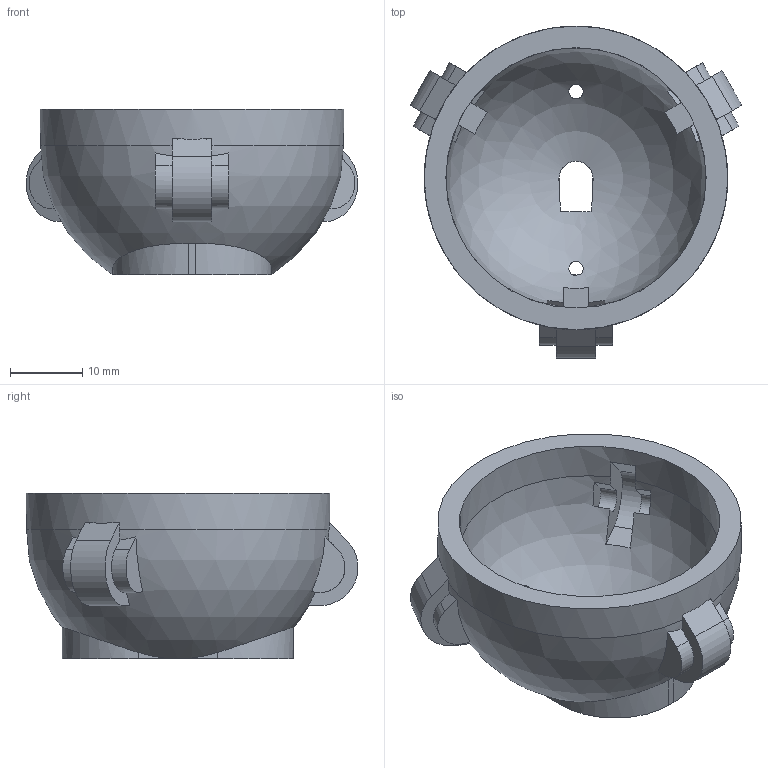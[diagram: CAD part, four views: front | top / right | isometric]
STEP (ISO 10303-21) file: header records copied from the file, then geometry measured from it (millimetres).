
FILE_DESCRIPTION(/* description */ ('STEP AP242','CAx-IF Rec.Pracs.---Representation and Presentation of Product Manufacturing Information (PMI)---4.0---2014-10-13','CAx-IF Rec.Pracs.---3D Tessellated Geometry---0.4---2014-09-14','2;1'),/* implementation_level */ '2;1');
FILE_NAME(/* name */ '655b8c219774911198e4a08e',/* time_stamp */ '2023-11-20T16:41:05Z',/* author */ (''),/* organization */ (''),/* preprocessor_version */ 'ST-DEVELOPER v19.4',/* originating_system */ ' ',/* authorisation */ ' ');
FILE_SCHEMA (('AP242_MANAGED_MODEL_BASED_3D_ENGINEERING_MIM_LF { 1 0 10303 442 1 1 4 }'));
Length unit declared in the file: metre
Products named in the file (1): Trackball_Holder
Bounding box: 45.88 x 45.9 x 22.9 mm (x, y, z)
Volume: 8910 mm3; surface area: 7510.8 mm2
Topology: 1 solids, 1 shells, 113 faces, 324 edges, 213 vertices
Faces by surface type: plane 72, cylinder 38, sphere 2, cone 1
Full cylindrical faces by diameter (mm): 2 x2, 36 x1, 42 x1
Entity records: 4053 total; most frequent: CARTESIAN_POINT 1026, DIRECTION 657, ORIENTED_EDGE 626, EDGE_CURVE 313, AXIS2_PLACEMENT_3D 249, VERTEX_POINT 208, LINE 159, VECTOR 159
